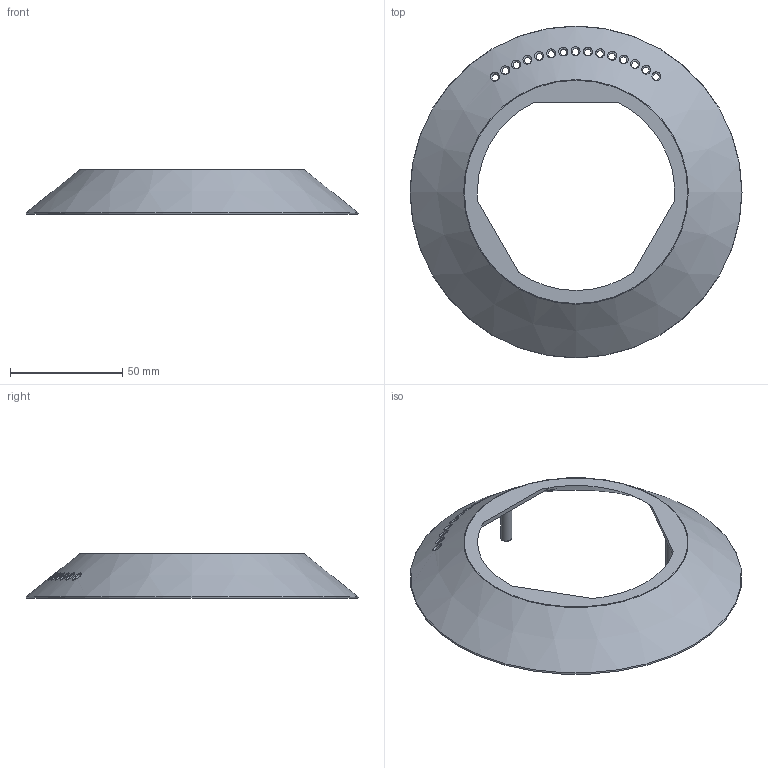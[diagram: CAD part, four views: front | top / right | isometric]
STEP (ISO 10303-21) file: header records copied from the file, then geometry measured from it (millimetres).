
FILE_DESCRIPTION(/* description */ (''),/* implementation_level */ '2;1');
FILE_NAME(/* name */ 'benderbase.step',/* time_stamp */ '2021-04-02T23:03:59-04:00',/* author */ (''),/* organization */ (''),/* preprocessor_version */ 'ST-DEVELOPER v18.1',/* originating_system */ 'Autodesk Translation Framework v9.10.0.1330',/* authorisation */ '');
FILE_SCHEMA (('AUTOMOTIVE_DESIGN { 1 0 10303 214 3 1 1 }'));
Length unit declared in the file: millimetre
Products named in the file (1): benderbase
Bounding box: 148.15 x 148.15 x 20 mm (x, y, z)
Volume: 46103.7 mm3; surface area: 29659.2 mm2
Topology: 1 solids, 1 shells, 65 faces, 202 edges, 139 vertices
Faces by surface type: plane 23, cylinder 18, bspline 15, torus 6, cone 3
Full cylindrical faces by diameter (mm): 3 x14, 5 x3
Entity records: 4868 total; most frequent: CARTESIAN_POINT 3162, ORIENTED_EDGE 404, DIRECTION 261, EDGE_CURVE 202, VERTEX_POINT 139, AXIS2_PLACEMENT_3D 105, EDGE_LOOP 97, B_SPLINE_CURVE_WITH_KNOTS 78
